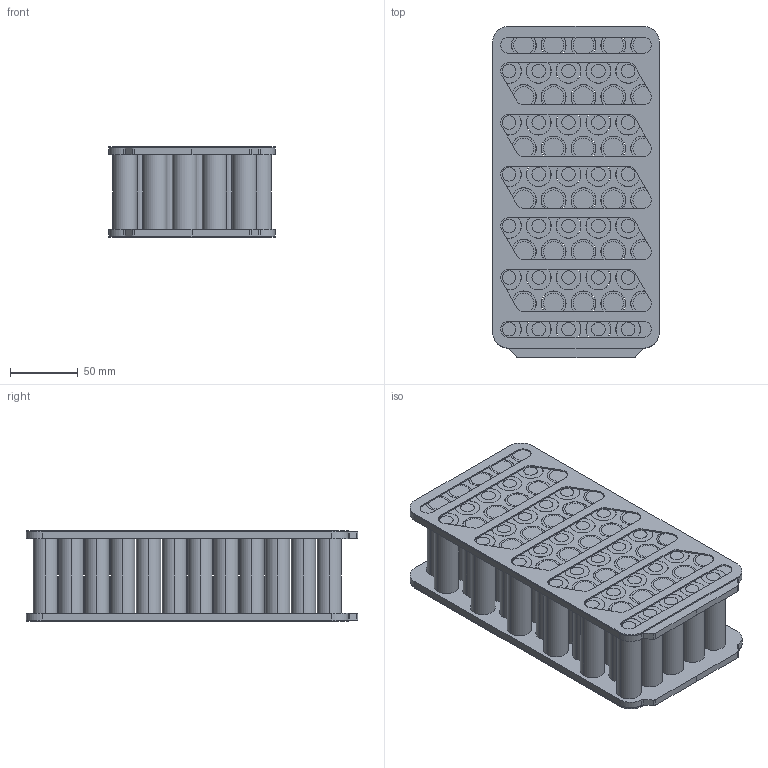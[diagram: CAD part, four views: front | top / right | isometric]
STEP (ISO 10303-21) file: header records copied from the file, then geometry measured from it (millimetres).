
FILE_DESCRIPTION(('CATIA V5 STEP Exchange','CAx-IF Rec.Pracs.--- Model Styling and Organization---1.4--- 2014-01-23','CAx-IF Rec.Pracs.---3D Tessellated Data Validation Properties---0.5---2014-09-14'),'2;1');
FILE_NAME('Battery Module.stp','2024-03-28T15:14:12+00:00',('none'),('none'),'CATIA Version 5-6 Release 2018 SP6','CATIA V5 STEP AP242','none');
FILE_SCHEMA(('AP242_MANAGED_MODEL_BASED_3D_ENGINEERING_MIM_LF {1 0 10303 442 1 1 4}'));
Length unit declared in the file: millimetre
Products named in the file (7): Battery Module; 18650 Cell; Lower Sup; Upper Sup; Upper Guide; Lower Guide; Support Carte
Assembly tree (6 placements, depth 2):
  Battery Module
    18650 Cell
    Lower Sup
    Upper Sup
    Upper Guide
    Lower Guide
    Support Carte
Bounding box: 123 x 244.58 x 67 mm (x, y, z)
Volume: 1652784.9 mm3; surface area: 570825.8 mm2
Topology: 124 solids, 124 shells, 1051 faces, 2231 edges, 1491 vertices
Faces by surface type: cylinder 672, plane 379
Entity records: 25241 total; most frequent: ORIENTED_EDGE 4458, CARTESIAN_POINT 4190, DIRECTION 3167, EDGE_CURVE 2229, AXIS2_PLACEMENT_3D 1812, VERTEX_POINT 1486, EDGE_LOOP 1377, CIRCLE 1344
